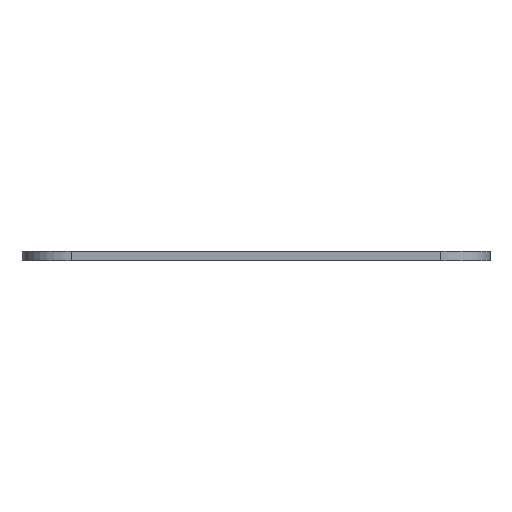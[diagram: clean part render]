
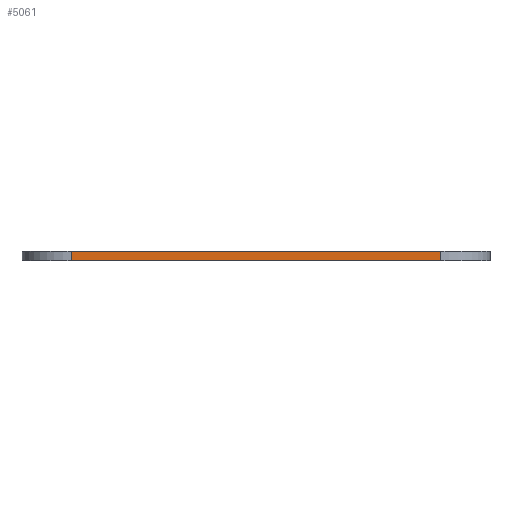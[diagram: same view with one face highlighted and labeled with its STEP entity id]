
A CAD part, front view. The second image highlights one B-rep face of the part: STEP entity #5061.
In plain terms, the highlighted planar face has unit normal (0, -1, 0).
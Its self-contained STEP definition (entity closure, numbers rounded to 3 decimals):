
#474 = DIRECTION ( 'NONE',  ( 1., 0., 0. ) ) ;
#1006 = VERTEX_POINT ( 'NONE', #9418 ) ;
#1238 = VECTOR ( 'NONE', #2734, 1000. ) ;
#1793 = LINE ( 'NONE', #5577, #3993 ) ;
#1978 = ORIENTED_EDGE ( 'NONE', *, *, #5277, .T. ) ;
#2414 = VERTEX_POINT ( 'NONE', #2934 ) ;
#2734 = DIRECTION ( 'NONE',  ( 0., 0., -1. ) ) ;
#2934 = CARTESIAN_POINT ( 'NONE',  ( -60., -256., 0. ) ) ;
#2998 = ORIENTED_EDGE ( 'NONE', *, *, #9280, .F. ) ;
#3381 = LINE ( 'NONE', #6383, #1238 ) ;
#3588 = ORIENTED_EDGE ( 'NONE', *, *, #8409, .T. ) ;
#3718 = DIRECTION ( 'NONE',  ( -1., 0., 0. ) ) ;
#3993 = VECTOR ( 'NONE', #6461, 1000. ) ;
#4266 = CARTESIAN_POINT ( 'NONE',  ( 0., -256., 0. ) ) ;
#4377 = CARTESIAN_POINT ( 'NONE',  ( -60., -256., 3. ) ) ;
#4438 = VERTEX_POINT ( 'NONE', #4965 ) ;
#4889 = VECTOR ( 'NONE', #474, 1000. ) ;
#4965 = CARTESIAN_POINT ( 'NONE',  ( 60., -256., 3. ) ) ;
#5061 = ADVANCED_FACE ( 'NONE', ( #7551 ), #7411, .F. ) ;
#5103 = CARTESIAN_POINT ( 'NONE',  ( 0., -256., 3. ) ) ;
#5147 = DIRECTION ( 'NONE',  ( 0., 1., 0. ) ) ;
#5277 = EDGE_CURVE ( 'NONE', #8152, #2414, #3381, .T. ) ;
#5577 = CARTESIAN_POINT ( 'NONE',  ( 60., -256., 3. ) ) ;
#5753 = EDGE_LOOP ( 'NONE', ( #3588, #2998, #9650, #1978 ) ) ;
#6383 = CARTESIAN_POINT ( 'NONE',  ( -60., -256., 3. ) ) ;
#6461 = DIRECTION ( 'NONE',  ( 0., 0., -1. ) ) ;
#6732 = AXIS2_PLACEMENT_3D ( 'NONE', #5103, #5147, #3718 ) ;
#7122 = DIRECTION ( 'NONE',  ( 1., 0., 0. ) ) ;
#7194 = CARTESIAN_POINT ( 'NONE',  ( 0., -256., 3. ) ) ;
#7411 = PLANE ( 'NONE',  #6732 ) ;
#7551 = FACE_OUTER_BOUND ( 'NONE', #5753, .T. ) ;
#7558 = EDGE_CURVE ( 'NONE', #8152, #4438, #9399, .T. ) ;
#8152 = VERTEX_POINT ( 'NONE', #4377 ) ;
#8409 = EDGE_CURVE ( 'NONE', #2414, #1006, #9554, .T. ) ;
#8828 = VECTOR ( 'NONE', #7122, 1000. ) ;
#9280 = EDGE_CURVE ( 'NONE', #4438, #1006, #1793, .T. ) ;
#9399 = LINE ( 'NONE', #7194, #4889 ) ;
#9418 = CARTESIAN_POINT ( 'NONE',  ( 60., -256., 0. ) ) ;
#9554 = LINE ( 'NONE', #4266, #8828 ) ;
#9650 = ORIENTED_EDGE ( 'NONE', *, *, #7558, .F. ) ;
